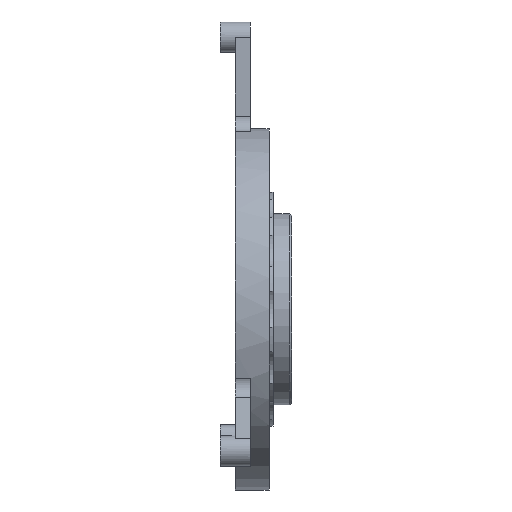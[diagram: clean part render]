
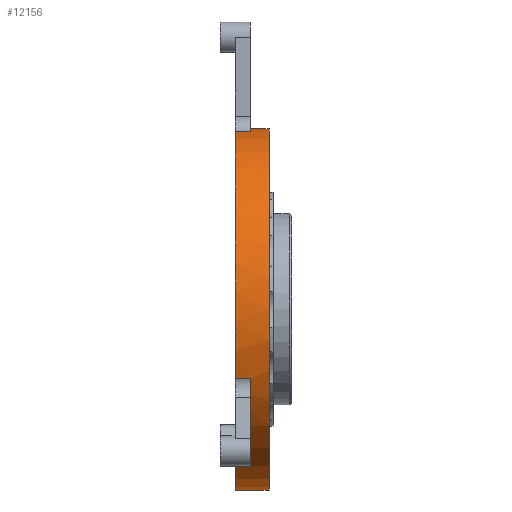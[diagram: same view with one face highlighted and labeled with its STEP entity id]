
A CAD part, left-side view. The second image highlights one B-rep face of the part: STEP entity #12156.
In plain terms, the highlighted cylindrical face has radius 60 mm (diameter 120 mm), a full revolution.
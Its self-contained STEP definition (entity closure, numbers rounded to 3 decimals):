
#523=FACE_OUTER_BOUND('',#1191,.T.);
#1191=EDGE_LOOP('',(#7646,#7647,#7648,#7649,#7650,#7651,#7652,#7653,#7654,
#7655,#7656,#7657,#7658,#7659,#7660,#7661));
#1884=LINE('',#18173,#2567);
#1888=LINE('',#18185,#2571);
#1890=LINE('',#18193,#2573);
#1891=LINE('',#18197,#2574);
#1892=LINE('',#18201,#2575);
#1893=LINE('',#18205,#2576);
#1894=LINE('',#18209,#2577);
#2567=VECTOR('',#14392,10.);
#2571=VECTOR('',#14402,10.);
#2573=VECTOR('',#14410,10.);
#2574=VECTOR('',#14413,10.);
#2575=VECTOR('',#14416,10.);
#2576=VECTOR('',#14419,10.);
#2577=VECTOR('',#14422,35.);
#3253=CIRCLE('',#12843,60.);
#3254=CIRCLE('',#12844,60.);
#3255=CIRCLE('',#12845,60.);
#3256=CIRCLE('',#12846,60.);
#3257=CIRCLE('',#12847,60.);
#3258=CIRCLE('',#12848,60.);
#3259=CIRCLE('',#12849,60.);
#3260=CIRCLE('',#12850,60.);
#4279=VERTEX_POINT('',#18166);
#4282=VERTEX_POINT('',#18171);
#4286=VERTEX_POINT('',#18182);
#4287=VERTEX_POINT('',#18184);
#4289=VERTEX_POINT('',#18190);
#4290=VERTEX_POINT('',#18192);
#4291=VERTEX_POINT('',#18194);
#4292=VERTEX_POINT('',#18196);
#4293=VERTEX_POINT('',#18198);
#4294=VERTEX_POINT('',#18200);
#4295=VERTEX_POINT('',#18202);
#4296=VERTEX_POINT('',#18204);
#4297=VERTEX_POINT('',#18206);
#4298=VERTEX_POINT('',#18208);
#5624=EDGE_CURVE('',#4282,#4279,#1884,.T.);
#5629=EDGE_CURVE('',#4286,#4287,#1888,.T.);
#5632=EDGE_CURVE('',#4289,#4282,#3253,.F.);
#5633=EDGE_CURVE('',#4290,#4289,#1890,.T.);
#5634=EDGE_CURVE('',#4290,#4291,#3254,.T.);
#5635=EDGE_CURVE('',#4292,#4291,#1891,.T.);
#5636=EDGE_CURVE('',#4293,#4292,#3255,.F.);
#5637=EDGE_CURVE('',#4294,#4293,#1892,.T.);
#5638=EDGE_CURVE('',#4294,#4295,#3256,.T.);
#5639=EDGE_CURVE('',#4296,#4295,#1893,.T.);
#5640=EDGE_CURVE('',#4297,#4296,#3257,.F.);
#5641=EDGE_CURVE('',#4297,#4298,#1894,.T.);
#5642=EDGE_CURVE('',#4298,#4298,#3258,.T.);
#5643=EDGE_CURVE('',#4287,#4297,#3259,.F.);
#5644=EDGE_CURVE('',#4286,#4279,#3260,.T.);
#7646=ORIENTED_EDGE('',*,*,#5624,.F.);
#7647=ORIENTED_EDGE('',*,*,#5632,.F.);
#7648=ORIENTED_EDGE('',*,*,#5633,.F.);
#7649=ORIENTED_EDGE('',*,*,#5634,.T.);
#7650=ORIENTED_EDGE('',*,*,#5635,.F.);
#7651=ORIENTED_EDGE('',*,*,#5636,.F.);
#7652=ORIENTED_EDGE('',*,*,#5637,.F.);
#7653=ORIENTED_EDGE('',*,*,#5638,.T.);
#7654=ORIENTED_EDGE('',*,*,#5639,.F.);
#7655=ORIENTED_EDGE('',*,*,#5640,.F.);
#7656=ORIENTED_EDGE('',*,*,#5641,.T.);
#7657=ORIENTED_EDGE('',*,*,#5642,.F.);
#7658=ORIENTED_EDGE('',*,*,#5641,.F.);
#7659=ORIENTED_EDGE('',*,*,#5643,.F.);
#7660=ORIENTED_EDGE('',*,*,#5629,.F.);
#7661=ORIENTED_EDGE('',*,*,#5644,.T.);
#11662=CYLINDRICAL_SURFACE('',#12842,60.);
#12156=ADVANCED_FACE('',(#523),#11662,.T.);
#12842=AXIS2_PLACEMENT_3D('',#18189,#14406,#14407);
#12843=AXIS2_PLACEMENT_3D('',#18191,#14408,#14409);
#12844=AXIS2_PLACEMENT_3D('',#18195,#14411,#14412);
#12845=AXIS2_PLACEMENT_3D('',#18199,#14414,#14415);
#12846=AXIS2_PLACEMENT_3D('',#18203,#14417,#14418);
#12847=AXIS2_PLACEMENT_3D('',#18207,#14420,#14421);
#12848=AXIS2_PLACEMENT_3D('',#18210,#14423,#14424);
#12849=AXIS2_PLACEMENT_3D('',#18211,#14425,#14426);
#12850=AXIS2_PLACEMENT_3D('',#18212,#14427,#14428);
#14392=DIRECTION('',(0.,-1.,0.));
#14402=DIRECTION('',(0.,1.,0.));
#14406=DIRECTION('center_axis',(0.,1.,0.));
#14407=DIRECTION('ref_axis',(0.,0.,1.));
#14408=DIRECTION('center_axis',(0.,-1.,0.));
#14409=DIRECTION('ref_axis',(0.,0.,1.));
#14410=DIRECTION('',(0.,1.,0.));
#14411=DIRECTION('center_axis',(0.,-1.,0.));
#14412=DIRECTION('ref_axis',(0.,0.,1.));
#14413=DIRECTION('',(0.,-1.,0.));
#14414=DIRECTION('center_axis',(0.,-1.,0.));
#14415=DIRECTION('ref_axis',(0.,0.,1.));
#14416=DIRECTION('',(0.,1.,0.));
#14417=DIRECTION('center_axis',(0.,-1.,0.));
#14418=DIRECTION('ref_axis',(0.,0.,1.));
#14419=DIRECTION('',(0.,-1.,0.));
#14420=DIRECTION('center_axis',(0.,-1.,0.));
#14421=DIRECTION('ref_axis',(0.,0.,1.));
#14422=DIRECTION('',(0.,-1.,0.));
#14423=DIRECTION('center_axis',(0.,-1.,0.));
#14424=DIRECTION('ref_axis',(0.,0.,1.));
#14425=DIRECTION('center_axis',(0.,-1.,0.));
#14426=DIRECTION('ref_axis',(0.,0.,1.));
#14427=DIRECTION('center_axis',(0.,-1.,0.));
#14428=DIRECTION('ref_axis',(0.,0.,1.));
#18166=CARTESIAN_POINT('',(56.462,6.7,-20.3));
#18171=CARTESIAN_POINT('',(56.462,11.7,-20.3));
#18173=CARTESIAN_POINT('',(56.462,-1.,-20.3));
#18182=CARTESIAN_POINT('',(47.617,6.7,-36.505));
#18184=CARTESIAN_POINT('',(47.617,11.7,-36.505));
#18185=CARTESIAN_POINT('',(47.617,-1.,-36.505));
#18189=CARTESIAN_POINT('Origin',(0.,-1.,0.));
#18190=CARTESIAN_POINT('',(7.806,11.7,59.49));
#18191=CARTESIAN_POINT('Origin',(0.,11.7,0.));
#18192=CARTESIAN_POINT('',(7.806,6.7,59.49));
#18193=CARTESIAN_POINT('',(7.806,-1.,59.49));
#18194=CARTESIAN_POINT('',(-10.651,6.7,59.047));
#18195=CARTESIAN_POINT('Origin',(0.,6.7,0.));
#18196=CARTESIAN_POINT('',(-10.651,11.7,59.047));
#18197=CARTESIAN_POINT('',(-10.651,-1.,59.047));
#18198=CARTESIAN_POINT('',(-55.423,11.7,-22.985));
#18199=CARTESIAN_POINT('Origin',(0.,11.7,0.));
#18200=CARTESIAN_POINT('',(-55.423,6.7,-22.985));
#18201=CARTESIAN_POINT('',(-55.423,-1.,-22.985));
#18202=CARTESIAN_POINT('',(-45.811,6.7,-38.747));
#18203=CARTESIAN_POINT('Origin',(0.,6.7,0.));
#18204=CARTESIAN_POINT('',(-45.811,11.7,-38.747));
#18205=CARTESIAN_POINT('',(-45.811,-1.,-38.747));
#18206=CARTESIAN_POINT('',(0.,11.7,-60.));
#18207=CARTESIAN_POINT('Origin',(0.,11.7,0.));
#18208=CARTESIAN_POINT('',(0.,0.5,-60.));
#18209=CARTESIAN_POINT('',(0.,-1.,-60.));
#18210=CARTESIAN_POINT('Origin',(0.,0.5,0.));
#18211=CARTESIAN_POINT('Origin',(0.,11.7,0.));
#18212=CARTESIAN_POINT('Origin',(0.,6.7,0.));
